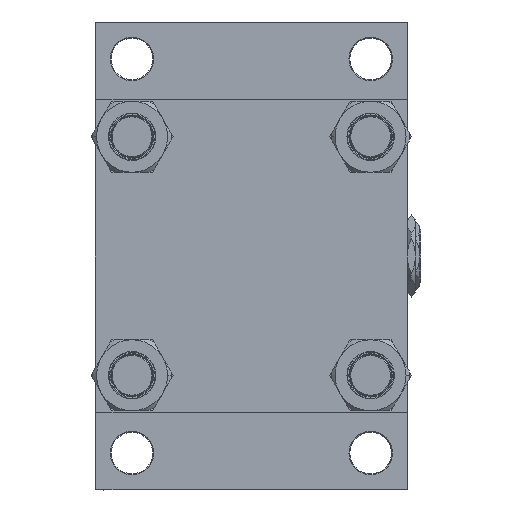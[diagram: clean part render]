
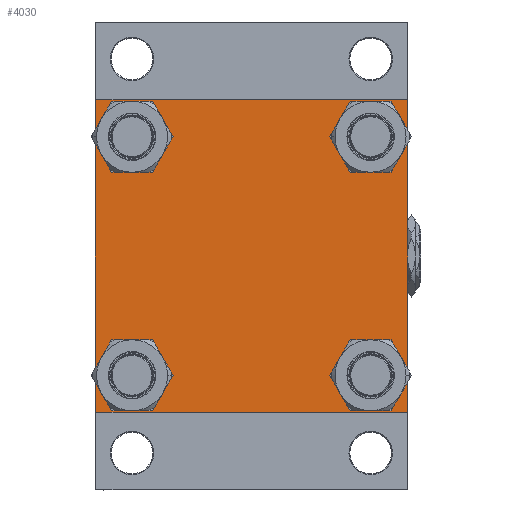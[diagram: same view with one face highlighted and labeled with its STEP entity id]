
A CAD part, left-side view. The second image highlights one B-rep face of the part: STEP entity #4030.
In plain terms, the highlighted planar face has unit normal (-1, 0, 0).
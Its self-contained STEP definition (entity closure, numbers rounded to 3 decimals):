
#31 = CARTESIAN_POINT ( 'NONE',  ( 0., -82.5, 82. ) ) ;
#212 = CIRCLE ( 'NONE', #48607, 11.5 ) ;
#645 = CARTESIAN_POINT ( 'NONE',  ( 0., 62.95, 74.45 ) ) ;
#1101 = DIRECTION ( 'NONE',  ( 0., 0., 1. ) ) ;
#1775 = LINE ( 'NONE', #40173, #21875 ) ;
#1895 = CARTESIAN_POINT ( 'NONE',  ( 0., 82.5, -82.5 ) ) ;
#1968 = CARTESIAN_POINT ( 'NONE',  ( 0., -82.25, 82.25 ) ) ;
#2008 = EDGE_CURVE ( 'NONE', #10538, #40021, #1775, .T. ) ;
#2209 = DIRECTION ( 'NONE',  ( 0., 0., 1. ) ) ;
#2435 = ORIENTED_EDGE ( 'NONE', *, *, #13821, .T. ) ;
#2661 = CIRCLE ( 'NONE', #22809, 11.5 ) ;
#2825 = VERTEX_POINT ( 'NONE', #39675 ) ;
#3138 = VERTEX_POINT ( 'NONE', #46457 ) ;
#3179 = DIRECTION ( 'NONE',  ( 0., 0., 1. ) ) ;
#3676 = DIRECTION ( 'NONE',  ( 1., 0., 0. ) ) ;
#3914 = CARTESIAN_POINT ( 'NONE',  ( 0., 62.95, -62.95 ) ) ;
#4030 = ADVANCED_FACE ( 'NONE', ( #19314, #15753, #31187, #46590, #48082 ), #17507, .T. ) ;
#4289 = EDGE_CURVE ( 'NONE', #45308, #2825, #212, .T. ) ;
#4311 = CIRCLE ( 'NONE', #8301, 11.5 ) ;
#4709 = VERTEX_POINT ( 'NONE', #44108 ) ;
#4896 = CARTESIAN_POINT ( 'NONE',  ( 0., 62.95, 62.95 ) ) ;
#4946 = DIRECTION ( 'NONE',  ( 1., 0., 0. ) ) ;
#5573 = CARTESIAN_POINT ( 'NONE',  ( 0., 82., -82.5 ) ) ;
#5753 = DIRECTION ( 'NONE',  ( 0., -1., 0. ) ) ;
#5853 = DIRECTION ( 'NONE',  ( 0., -0.707, -0.707 ) ) ;
#5890 = DIRECTION ( 'NONE',  ( -1., 0., 0. ) ) ;
#6673 = DIRECTION ( 'NONE',  ( 0., 0., -1. ) ) ;
#6852 = ORIENTED_EDGE ( 'NONE', *, *, #22133, .F. ) ;
#7436 = ORIENTED_EDGE ( 'NONE', *, *, #7999, .T. ) ;
#7999 = EDGE_CURVE ( 'NONE', #8590, #12300, #41448, .T. ) ;
#8249 = VERTEX_POINT ( 'NONE', #17406 ) ;
#8301 = AXIS2_PLACEMENT_3D ( 'NONE', #37305, #48439, #2209 ) ;
#8590 = VERTEX_POINT ( 'NONE', #30319 ) ;
#8882 = DIRECTION ( 'NONE',  ( 1., 0., 0. ) ) ;
#9059 = ORIENTED_EDGE ( 'NONE', *, *, #24092, .T. ) ;
#9466 = LINE ( 'NONE', #1895, #10456 ) ;
#9831 = EDGE_LOOP ( 'NONE', ( #10816, #19233 ) ) ;
#9871 = VERTEX_POINT ( 'NONE', #25127 ) ;
#10456 = VECTOR ( 'NONE', #18040, 1000. ) ;
#10498 = CARTESIAN_POINT ( 'NONE',  ( 0., 62.95, -62.95 ) ) ;
#10538 = VERTEX_POINT ( 'NONE', #28317 ) ;
#10651 = ORIENTED_EDGE ( 'NONE', *, *, #33614, .T. ) ;
#10816 = ORIENTED_EDGE ( 'NONE', *, *, #4289, .T. ) ;
#11190 = EDGE_CURVE ( 'NONE', #29402, #9871, #23823, .T. ) ;
#11479 = AXIS2_PLACEMENT_3D ( 'NONE', #10498, #3676, #3179 ) ;
#11841 = ORIENTED_EDGE ( 'NONE', *, *, #46578, .T. ) ;
#12300 = VERTEX_POINT ( 'NONE', #5573 ) ;
#12509 = CIRCLE ( 'NONE', #25438, 11.5 ) ;
#13821 = EDGE_CURVE ( 'NONE', #26868, #4709, #12509, .T. ) ;
#15224 = VECTOR ( 'NONE', #5753, 1000. ) ;
#15722 = CIRCLE ( 'NONE', #46503, 11.5 ) ;
#15753 = FACE_BOUND ( 'NONE', #37912, .T. ) ;
#15776 = CARTESIAN_POINT ( 'NONE',  ( 0., 82.5, 82. ) ) ;
#15909 = EDGE_LOOP ( 'NONE', ( #11841, #7436, #26537, #10651, #42682, #29709, #6852, #26213 ) ) ;
#16499 = DIRECTION ( 'NONE',  ( 0., 0., 1. ) ) ;
#17406 = CARTESIAN_POINT ( 'NONE',  ( 0., -82., 82.5 ) ) ;
#17507 = PLANE ( 'NONE',  #43773 ) ;
#18040 = DIRECTION ( 'NONE',  ( 0., -1., 0. ) ) ;
#19233 = ORIENTED_EDGE ( 'NONE', *, *, #32803, .T. ) ;
#19314 = FACE_BOUND ( 'NONE', #9831, .T. ) ;
#19539 = CARTESIAN_POINT ( 'NONE',  ( 0., -82.5, 82.5 ) ) ;
#20175 = ORIENTED_EDGE ( 'NONE', *, *, #26143, .T. ) ;
#20294 = CARTESIAN_POINT ( 'NONE',  ( 0., 0., 0. ) ) ;
#21756 = CIRCLE ( 'NONE', #27399, 11.5 ) ;
#21875 = VECTOR ( 'NONE', #39920, 1000. ) ;
#22072 = CARTESIAN_POINT ( 'NONE',  ( 0., -82., -82.5 ) ) ;
#22133 = EDGE_CURVE ( 'NONE', #10538, #8249, #28749, .T. ) ;
#22322 = VERTEX_POINT ( 'NONE', #46641 ) ;
#22809 = AXIS2_PLACEMENT_3D ( 'NONE', #23859, #27663, #28163 ) ;
#22920 = VECTOR ( 'NONE', #5853, 1000. ) ;
#23261 = CARTESIAN_POINT ( 'NONE',  ( 0., 82.5, 82.5 ) ) ;
#23618 = EDGE_CURVE ( 'NONE', #45604, #3138, #46970, .T. ) ;
#23823 = LINE ( 'NONE', #19539, #46433 ) ;
#23859 = CARTESIAN_POINT ( 'NONE',  ( 0., -62.95, -62.95 ) ) ;
#24092 = EDGE_CURVE ( 'NONE', #4709, #26868, #47805, .T. ) ;
#24178 = EDGE_CURVE ( 'NONE', #22322, #30788, #2661, .T. ) ;
#24206 = LINE ( 'NONE', #1968, #44844 ) ;
#24967 = CARTESIAN_POINT ( 'NONE',  ( 0., -82.25, -82.25 ) ) ;
#25127 = CARTESIAN_POINT ( 'NONE',  ( 0., -82.5, -82. ) ) ;
#25438 = AXIS2_PLACEMENT_3D ( 'NONE', #3914, #49892, #30695 ) ;
#26085 = EDGE_LOOP ( 'NONE', ( #2435, #9059 ) ) ;
#26143 = EDGE_CURVE ( 'NONE', #30788, #22322, #4311, .T. ) ;
#26213 = ORIENTED_EDGE ( 'NONE', *, *, #2008, .T. ) ;
#26232 = VECTOR ( 'NONE', #40132, 1000. ) ;
#26537 = ORIENTED_EDGE ( 'NONE', *, *, #47337, .T. ) ;
#26868 = VERTEX_POINT ( 'NONE', #27838 ) ;
#27399 = AXIS2_PLACEMENT_3D ( 'NONE', #4896, #34729, #16499 ) ;
#27663 = DIRECTION ( 'NONE',  ( 1., 0., 0. ) ) ;
#27838 = CARTESIAN_POINT ( 'NONE',  ( 0., 62.95, -51.45 ) ) ;
#28163 = DIRECTION ( 'NONE',  ( 0., 0., 1. ) ) ;
#28317 = CARTESIAN_POINT ( 'NONE',  ( 0., 82., 82.5 ) ) ;
#28480 = CARTESIAN_POINT ( 'NONE',  ( 0., -62.95, 74.45 ) ) ;
#28592 = CARTESIAN_POINT ( 'NONE',  ( 0., 62.95, 62.95 ) ) ;
#28749 = LINE ( 'NONE', #40362, #15224 ) ;
#28948 = DIRECTION ( 'NONE',  ( 0., 0., 1. ) ) ;
#28975 = EDGE_LOOP ( 'NONE', ( #38362, #37351 ) ) ;
#29157 = VERTEX_POINT ( 'NONE', #22072 ) ;
#29402 = VERTEX_POINT ( 'NONE', #31 ) ;
#29709 = ORIENTED_EDGE ( 'NONE', *, *, #31262, .T. ) ;
#29984 = CARTESIAN_POINT ( 'NONE',  ( 0., -62.95, -74.45 ) ) ;
#30319 = CARTESIAN_POINT ( 'NONE',  ( 0., 82.5, -82. ) ) ;
#30695 = DIRECTION ( 'NONE',  ( 0., 0., 1. ) ) ;
#30788 = VERTEX_POINT ( 'NONE', #29984 ) ;
#30857 = AXIS2_PLACEMENT_3D ( 'NONE', #28592, #8882, #32623 ) ;
#31187 = FACE_BOUND ( 'NONE', #26085, .T. ) ;
#31262 = EDGE_CURVE ( 'NONE', #29402, #8249, #24206, .T. ) ;
#32623 = DIRECTION ( 'NONE',  ( 0., 0., 1. ) ) ;
#32803 = EDGE_CURVE ( 'NONE', #2825, #45308, #15722, .T. ) ;
#33614 = EDGE_CURVE ( 'NONE', #29157, #9871, #44422, .T. ) ;
#34729 = DIRECTION ( 'NONE',  ( 1., 0., 0. ) ) ;
#35449 = VECTOR ( 'NONE', #6673, 1000. ) ;
#36554 = ORIENTED_EDGE ( 'NONE', *, *, #24178, .T. ) ;
#37093 = DIRECTION ( 'NONE',  ( 1., 0., 0. ) ) ;
#37305 = CARTESIAN_POINT ( 'NONE',  ( 0., -62.95, -62.95 ) ) ;
#37351 = ORIENTED_EDGE ( 'NONE', *, *, #42668, .T. ) ;
#37912 = EDGE_LOOP ( 'NONE', ( #36554, #20175 ) ) ;
#38362 = ORIENTED_EDGE ( 'NONE', *, *, #23618, .T. ) ;
#39235 = DIRECTION ( 'NONE',  ( 0., 0., -1. ) ) ;
#39675 = CARTESIAN_POINT ( 'NONE',  ( 0., -62.95, 51.45 ) ) ;
#39920 = DIRECTION ( 'NONE',  ( 0., 0.707, -0.707 ) ) ;
#40021 = VERTEX_POINT ( 'NONE', #15776 ) ;
#40132 = DIRECTION ( 'NONE',  ( 0., -0.707, 0.707 ) ) ;
#40173 = CARTESIAN_POINT ( 'NONE',  ( 0., 82.25, 82.25 ) ) ;
#40362 = CARTESIAN_POINT ( 'NONE',  ( 0., 82.5, 82.5 ) ) ;
#40457 = CARTESIAN_POINT ( 'NONE',  ( 0., 82.25, -82.25 ) ) ;
#40876 = DIRECTION ( 'NONE',  ( 0., 0., 1. ) ) ;
#41448 = LINE ( 'NONE', #40457, #22920 ) ;
#42199 = LINE ( 'NONE', #23261, #35449 ) ;
#42668 = EDGE_CURVE ( 'NONE', #3138, #45604, #21756, .T. ) ;
#42682 = ORIENTED_EDGE ( 'NONE', *, *, #11190, .F. ) ;
#43773 = AXIS2_PLACEMENT_3D ( 'NONE', #20294, #5890, #1101 ) ;
#44108 = CARTESIAN_POINT ( 'NONE',  ( 0., 62.95, -74.45 ) ) ;
#44422 = LINE ( 'NONE', #24967, #26232 ) ;
#44844 = VECTOR ( 'NONE', #47447, 1000. ) ;
#45308 = VERTEX_POINT ( 'NONE', #28480 ) ;
#45604 = VERTEX_POINT ( 'NONE', #645 ) ;
#46433 = VECTOR ( 'NONE', #39235, 1000. ) ;
#46457 = CARTESIAN_POINT ( 'NONE',  ( 0., 62.95, 51.45 ) ) ;
#46503 = AXIS2_PLACEMENT_3D ( 'NONE', #47884, #4946, #28948 ) ;
#46578 = EDGE_CURVE ( 'NONE', #40021, #8590, #42199, .T. ) ;
#46590 = FACE_BOUND ( 'NONE', #28975, .T. ) ;
#46641 = CARTESIAN_POINT ( 'NONE',  ( 0., -62.95, -51.45 ) ) ;
#46775 = CARTESIAN_POINT ( 'NONE',  ( 0., -62.95, 62.95 ) ) ;
#46970 = CIRCLE ( 'NONE', #30857, 11.5 ) ;
#47337 = EDGE_CURVE ( 'NONE', #12300, #29157, #9466, .T. ) ;
#47447 = DIRECTION ( 'NONE',  ( 0., 0.707, 0.707 ) ) ;
#47805 = CIRCLE ( 'NONE', #11479, 11.5 ) ;
#47884 = CARTESIAN_POINT ( 'NONE',  ( 0., -62.95, 62.95 ) ) ;
#48082 = FACE_OUTER_BOUND ( 'NONE', #15909, .T. ) ;
#48439 = DIRECTION ( 'NONE',  ( 1., 0., 0. ) ) ;
#48607 = AXIS2_PLACEMENT_3D ( 'NONE', #46775, #37093, #40876 ) ;
#49892 = DIRECTION ( 'NONE',  ( 1., 0., 0. ) ) ;
